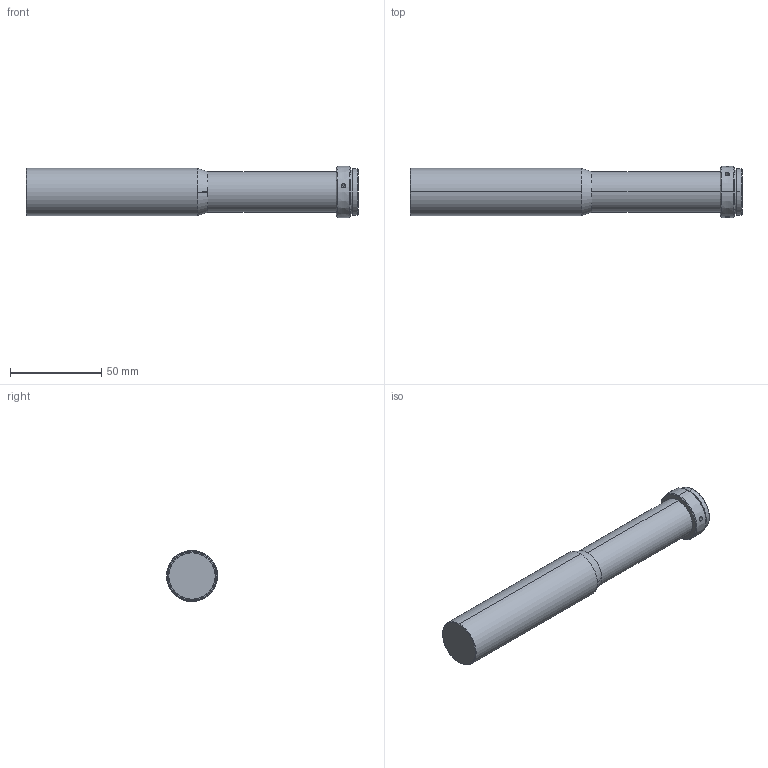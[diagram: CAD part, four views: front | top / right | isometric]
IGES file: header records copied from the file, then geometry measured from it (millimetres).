
Start section: SolidWorks IGES file using analytic representation for surfaces
Global section: file name: WH07-460A.IGS,1; native system: 5HSolidWorks 2017; preprocessor: SolidWorks 2017; author: huangguilin; date: 230424.083925; units: millimetre
Bounding box: 182.1 x 28 x 28 mm (x, y, z)
Surface area: 15494.2 mm2 (no closed solid volume)
Topology: 0 solids, 0 shells, 37 faces, 534 edges, 528 vertices
Faces by surface type: revolution 32, bspline 5
